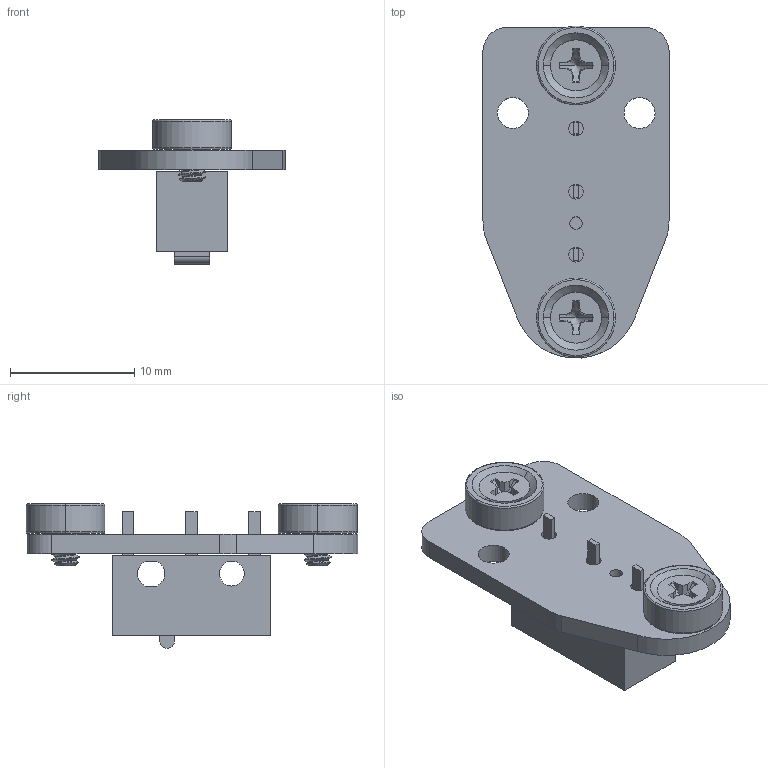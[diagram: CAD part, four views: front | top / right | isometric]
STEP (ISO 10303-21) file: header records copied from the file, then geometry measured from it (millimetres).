
FILE_DESCRIPTION(('KiCad electronic assembly'),'2;1');
FILE_NAME('025mag-PROBE-BOARD_REV2_Bot.step','2020-12-02T23:21:17',( 'An Author'),('A Company'),'Open CASCADE STEP processor 6.9', 'KiCad to STEP converter','Unknown');
FILE_SCHEMA(('AUTOMOTIVE_DESIGN { 1 0 10303 214 1 1 1 1 }'));
Length unit declared in the file: millimetre
Products named in the file (7): Open CASCADE STEP translator 6.9 1; D2F_F; COMPOUND; mag.pretty; SOLID
Assembly tree (7 placements, depth 3):
  Open CASCADE STEP translator 6.9 1
    D2F_F
      COMPOUND
    mag.pretty  x2
      SOLID
      SOLID
    COMPOUND
Bounding box: 15 x 26.74 x 11.62 mm (x, y, z)
Volume: 1124.1 mm3; surface area: 1762.7 mm2
Topology: 7 solids, 7 shells, 215 faces, 577 edges, 378 vertices
Faces by surface type: cylinder 89, plane 80, cone 34, torus 8, bspline 4
Full cylindrical faces by diameter (mm): 1 x1, 1.2 x3, 1.6 x2, 2.5 x2
Entity records: 15321 total; most frequent: CARTESIAN_POINT 7724, DIRECTION 1223, LINE 737, VECTOR 737, ORIENTED_EDGE 720, PCURVE 720, DEFINITIONAL_REPRESENTATION 720, EDGE_CURVE 360
